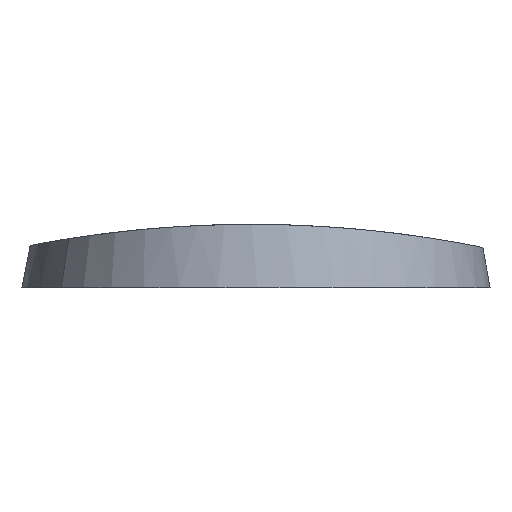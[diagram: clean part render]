
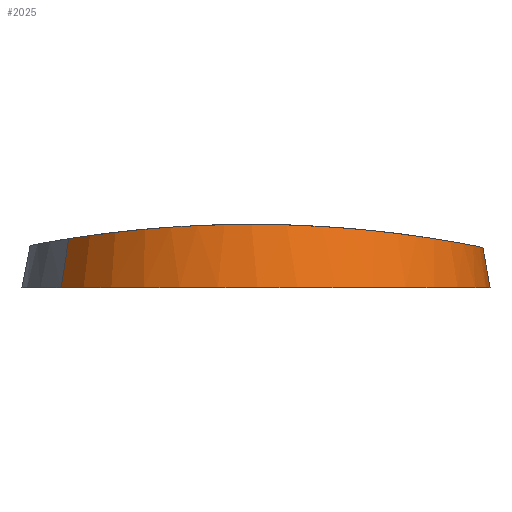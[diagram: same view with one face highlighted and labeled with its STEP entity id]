
A CAD part, left-side view. The second image highlights one B-rep face of the part: STEP entity #2025.
In plain terms, the highlighted conical face has half-angle 10 degrees and reference radius 11.75 mm.
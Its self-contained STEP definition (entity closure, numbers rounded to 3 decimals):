
#17=CIRCLE('',#2215,11.75);
#31=CONICAL_SURFACE('',#2214,11.75,0.175);
#81=B_SPLINE_CURVE_WITH_KNOTS('',3,(#4126,#4127,#4128,#4129,#4130,#4131,
#4132,#4133),.UNSPECIFIED.,.F.,.F.,(4,2,2,4),(3.957,4.258,
4.683,5.057),.UNSPECIFIED.);
#82=B_SPLINE_CURVE_WITH_KNOTS('',3,(#4135,#4136,#4137,#4138,#4139,#4140,
#4141,#4142,#4143,#4144,#4145,#4146),.UNSPECIFIED.,.F.,.F.,(4,2,2,2,2,4),
(5.057,5.107,5.532,5.958,6.385,
6.795),.UNSPECIFIED.);
#274=FACE_OUTER_BOUND('',#384,.T.);
#384=EDGE_LOOP('',(#1867,#1868,#1869,#1870,#1871));
#563=LINE('',#4050,#747);
#568=LINE('',#4167,#752);
#747=VECTOR('',#2696,10.);
#752=VECTOR('',#2717,10.);
#1003=VERTEX_POINT('',#4048);
#1004=VERTEX_POINT('',#4049);
#1011=VERTEX_POINT('',#4125);
#1012=VERTEX_POINT('',#4134);
#1014=VERTEX_POINT('',#4166);
#1286=EDGE_CURVE('',#1003,#1004,#563,.T.);
#1297=EDGE_CURVE('',#1004,#1011,#81,.T.);
#1298=EDGE_CURVE('',#1011,#1012,#82,.T.);
#1304=EDGE_CURVE('',#1014,#1012,#568,.T.);
#1308=EDGE_CURVE('',#1003,#1014,#17,.T.);
#1867=ORIENTED_EDGE('',*,*,#1304,.T.);
#1868=ORIENTED_EDGE('',*,*,#1298,.F.);
#1869=ORIENTED_EDGE('',*,*,#1297,.F.);
#1870=ORIENTED_EDGE('',*,*,#1286,.F.);
#1871=ORIENTED_EDGE('',*,*,#1308,.T.);
#2025=ADVANCED_FACE('',(#274),#31,.T.);
#2214=AXIS2_PLACEMENT_3D('',#4173,#2725,#2726);
#2215=AXIS2_PLACEMENT_3D('',#4174,#2727,#2728);
#2696=DIRECTION('',(0.084,-0.152,0.985));
#2717=DIRECTION('',(0.003,0.174,0.985));
#2725=DIRECTION('center_axis',(0.,0.,-1.));
#2726=DIRECTION('ref_axis',(-0.486,0.874,0.));
#2727=DIRECTION('center_axis',(0.,0.,1.));
#2728=DIRECTION('ref_axis',(-0.486,0.874,0.));
#4048=CARTESIAN_POINT('',(9.791,-5.837,1.75));
#4049=CARTESIAN_POINT('',(10.006,-6.224,4.262));
#4050=CARTESIAN_POINT('',(9.791,-5.837,1.75));
#4125=CARTESIAN_POINT('',(4.334,-15.607,5.));
#4126=CARTESIAN_POINT('Ctrl Pts',(10.006,-6.224,4.262));
#4127=CARTESIAN_POINT('Ctrl Pts',(9.09,-6.75,4.345));
#4128=CARTESIAN_POINT('Ctrl Pts',(8.261,-7.405,4.441));
#4129=CARTESIAN_POINT('Ctrl Pts',(6.58,-9.129,4.658));
#4130=CARTESIAN_POINT('Ctrl Pts',(5.73,-10.401,4.79));
#4131=CARTESIAN_POINT('Ctrl Pts',(4.668,-13.02,4.957));
#4132=CARTESIAN_POINT('Ctrl Pts',(4.391,-14.341,5.));
#4133=CARTESIAN_POINT('Ctrl Pts',(4.334,-15.607,5.));
#4134=CARTESIAN_POINT('',(15.325,-27.492,3.811));
#4135=CARTESIAN_POINT('Ctrl Pts',(4.334,-15.607,5.));
#4136=CARTESIAN_POINT('Ctrl Pts',(4.327,-15.775,5.));
#4137=CARTESIAN_POINT('Ctrl Pts',(4.323,-15.941,4.999));
#4138=CARTESIAN_POINT('Ctrl Pts',(4.321,-17.525,4.986));
#4139=CARTESIAN_POINT('Ctrl Pts',(4.595,-19.038,4.918));
#4140=CARTESIAN_POINT('Ctrl Pts',(5.718,-21.826,4.693));
#4141=CARTESIAN_POINT('Ctrl Pts',(6.566,-23.102,4.539));
#4142=CARTESIAN_POINT('Ctrl Pts',(8.536,-25.13,4.248));
#4143=CARTESIAN_POINT('Ctrl Pts',(9.793,-26.018,4.093));
#4144=CARTESIAN_POINT('Ctrl Pts',(12.506,-27.175,3.877));
#4145=CARTESIAN_POINT('Ctrl Pts',(13.952,-27.47,3.815));
#4146=CARTESIAN_POINT('Ctrl Pts',(15.325,-27.492,3.811));
#4166=CARTESIAN_POINT('',(15.32,-27.856,1.75));
#4167=CARTESIAN_POINT('',(15.32,-27.856,1.75));
#4173=CARTESIAN_POINT('Origin',(15.5,-16.107,1.75));
#4174=CARTESIAN_POINT('Origin',(15.5,-16.107,1.75));
